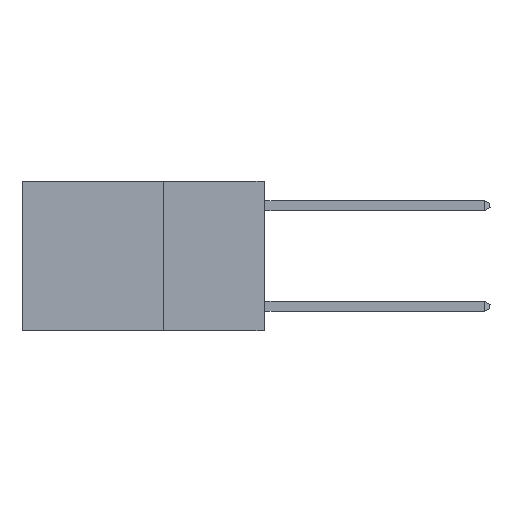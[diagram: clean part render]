
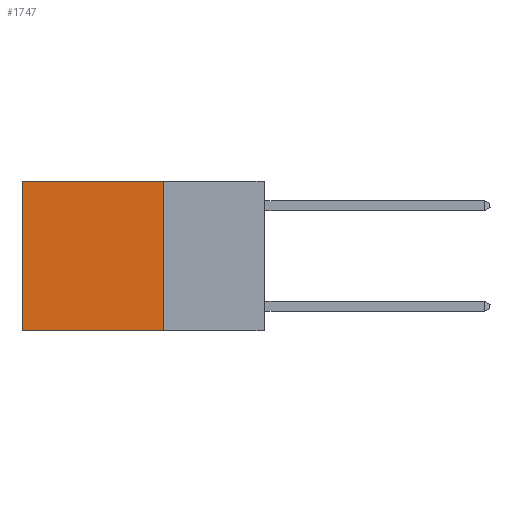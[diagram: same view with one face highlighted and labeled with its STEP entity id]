
A CAD part, left-side view. The second image highlights one B-rep face of the part: STEP entity #1747.
In plain terms, the highlighted planar face has unit normal (-1, 0, 0).
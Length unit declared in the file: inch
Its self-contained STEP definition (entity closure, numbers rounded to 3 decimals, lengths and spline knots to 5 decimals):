
#1747 = ADVANCED_FACE ( 'NONE', ( #9729 ), #19058, .F. ) ;
#2492 = ORIENTED_EDGE ( 'NONE', *, *, #2732, .T. ) ;
#2732 = EDGE_CURVE ( 'NONE', #6011, #12432, #16550, .T. ) ;
#3427 = VECTOR ( 'NONE', #12365, 39.37008 ) ;
#3439 = EDGE_CURVE ( 'NONE', #6011, #5196, #7729, .T. ) ;
#5196 = VERTEX_POINT ( 'NONE', #5433 ) ;
#5433 = CARTESIAN_POINT ( 'NONE',  ( 0.2625, 0.25, -0.37 ) ) ;
#6011 = VERTEX_POINT ( 'NONE', #13436 ) ;
#6125 = CARTESIAN_POINT ( 'NONE',  ( 0.2625, 0.6, -0.37 ) ) ;
#6434 = CARTESIAN_POINT ( 'NONE',  ( 0.2625, 0.6, 0. ) ) ;
#6613 = DIRECTION ( 'NONE',  ( 0., 1., 0. ) ) ;
#7062 = CARTESIAN_POINT ( 'NONE',  ( 0.2625, 0.25, 0. ) ) ;
#7270 = AXIS2_PLACEMENT_3D ( 'NONE', #17460, #9666, #20620 ) ;
#7729 = LINE ( 'NONE', #20152, #3427 ) ;
#8247 = VECTOR ( 'NONE', #8653, 39.37008 ) ;
#8568 = ORIENTED_EDGE ( 'NONE', *, *, #3439, .F. ) ;
#8653 = DIRECTION ( 'NONE',  ( 0., 1., 0. ) ) ;
#9666 = DIRECTION ( 'NONE',  ( 1., 0., 0. ) ) ;
#9729 = FACE_OUTER_BOUND ( 'NONE', #19810, .T. ) ;
#11478 = VECTOR ( 'NONE', #19032, 39.37008 ) ;
#12113 = VECTOR ( 'NONE', #6613, 39.37008 ) ;
#12365 = DIRECTION ( 'NONE',  ( 0., 0., -1. ) ) ;
#12432 = VERTEX_POINT ( 'NONE', #13424 ) ;
#12715 = EDGE_CURVE ( 'NONE', #12432, #19580, #19321, .T. ) ;
#13424 = CARTESIAN_POINT ( 'NONE',  ( 0.2625, 0.6, 0. ) ) ;
#13436 = CARTESIAN_POINT ( 'NONE',  ( 0.2625, 0.25, 0. ) ) ;
#15978 = CARTESIAN_POINT ( 'NONE',  ( 0.2625, 0.25, -0.37 ) ) ;
#16108 = ORIENTED_EDGE ( 'NONE', *, *, #19800, .F. ) ;
#16204 = LINE ( 'NONE', #15978, #12113 ) ;
#16550 = LINE ( 'NONE', #7062, #8247 ) ;
#17460 = CARTESIAN_POINT ( 'NONE',  ( 0.2625, 0.25, 0. ) ) ;
#19032 = DIRECTION ( 'NONE',  ( 0., 0., -1. ) ) ;
#19058 = PLANE ( 'NONE',  #7270 ) ;
#19321 = LINE ( 'NONE', #6434, #11478 ) ;
#19580 = VERTEX_POINT ( 'NONE', #6125 ) ;
#19800 = EDGE_CURVE ( 'NONE', #5196, #19580, #16204, .T. ) ;
#19810 = EDGE_LOOP ( 'NONE', ( #20485, #16108, #8568, #2492 ) ) ;
#20152 = CARTESIAN_POINT ( 'NONE',  ( 0.2625, 0.25, 0. ) ) ;
#20485 = ORIENTED_EDGE ( 'NONE', *, *, #12715, .T. ) ;
#20620 = DIRECTION ( 'NONE',  ( 0., 0., -1. ) ) ;
